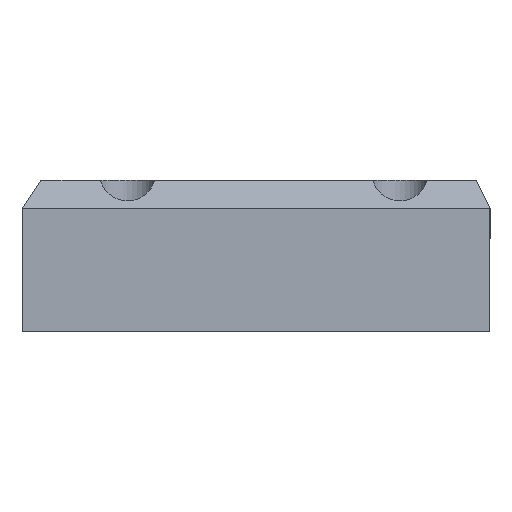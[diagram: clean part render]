
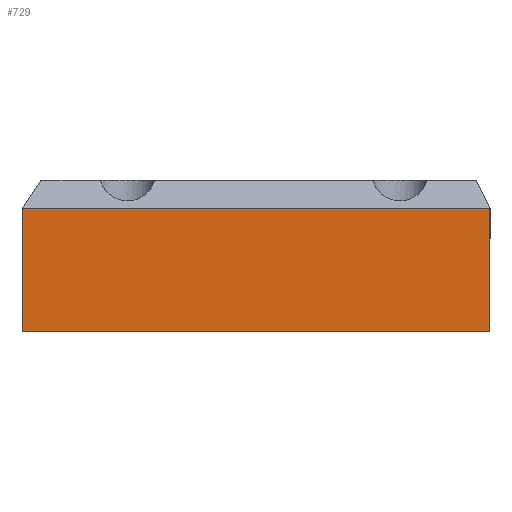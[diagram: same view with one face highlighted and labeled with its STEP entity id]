
A CAD part, front view. The second image highlights one B-rep face of the part: STEP entity #729.
In plain terms, the highlighted planar face has unit normal (0, -1, 0).
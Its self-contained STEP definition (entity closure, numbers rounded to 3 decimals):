
#53 = CARTESIAN_POINT ( 'NONE',  ( -25.205, -13.937, 108.088 ) ) ;
#74 = DIRECTION ( 'NONE',  ( 1., 0., 0. ) ) ;
#92 = CARTESIAN_POINT ( 'NONE',  ( 42.588, -13.937, 0. ) ) ;
#95 = CARTESIAN_POINT ( 'NONE',  ( -23.938, -13.937, 0. ) ) ;
#102 = CARTESIAN_POINT ( 'NONE',  ( 42.588, -13.937, 0. ) ) ;
#127 = VECTOR ( 'NONE', #1134, 1000. ) ;
#150 = EDGE_CURVE ( 'NONE', #720, #964, #237, .T. ) ;
#182 = VERTEX_POINT ( 'NONE', #551 ) ;
#228 = FACE_OUTER_BOUND ( 'NONE', #1061, .T. ) ;
#232 = PLANE ( 'NONE',  #543 ) ;
#234 = LINE ( 'NONE', #426, #571 ) ;
#237 = LINE ( 'NONE', #864, #127 ) ;
#273 = ORIENTED_EDGE ( 'NONE', *, *, #1073, .T. ) ;
#302 = ORIENTED_EDGE ( 'NONE', *, *, #150, .T. ) ;
#321 = EDGE_CURVE ( 'NONE', #182, #720, #234, .T. ) ;
#357 = CARTESIAN_POINT ( 'NONE',  ( -25.205, -13.937, 0. ) ) ;
#358 = LINE ( 'NONE', #92, #482 ) ;
#406 = ORIENTED_EDGE ( 'NONE', *, *, #321, .T. ) ;
#423 = CARTESIAN_POINT ( 'NONE',  ( -23.938, -13.937, 17.5 ) ) ;
#426 = CARTESIAN_POINT ( 'NONE',  ( -25.205, -13.937, 17.5 ) ) ;
#462 = DIRECTION ( 'NONE',  ( 0., 0., 1. ) ) ;
#464 = VERTEX_POINT ( 'NONE', #102 ) ;
#482 = VECTOR ( 'NONE', #462, 1000. ) ;
#543 = AXIS2_PLACEMENT_3D ( 'NONE', #53, #668, #871 ) ;
#545 = EDGE_CURVE ( 'NONE', #964, #464, #800, .T. ) ;
#551 = CARTESIAN_POINT ( 'NONE',  ( 42.588, -13.937, 17.5 ) ) ;
#571 = VECTOR ( 'NONE', #589, 1000. ) ;
#582 = ORIENTED_EDGE ( 'NONE', *, *, #545, .T. ) ;
#589 = DIRECTION ( 'NONE',  ( -1., 0., 0. ) ) ;
#668 = DIRECTION ( 'NONE',  ( 0., 1., 0. ) ) ;
#720 = VERTEX_POINT ( 'NONE', #423 ) ;
#729 = ADVANCED_FACE ( 'NONE', ( #228 ), #232, .F. ) ;
#800 = LINE ( 'NONE', #357, #923 ) ;
#864 = CARTESIAN_POINT ( 'NONE',  ( -23.938, -13.937, 0. ) ) ;
#871 = DIRECTION ( 'NONE',  ( 0., 0., 1. ) ) ;
#923 = VECTOR ( 'NONE', #74, 1000. ) ;
#964 = VERTEX_POINT ( 'NONE', #95 ) ;
#1061 = EDGE_LOOP ( 'NONE', ( #406, #302, #582, #273 ) ) ;
#1073 = EDGE_CURVE ( 'NONE', #464, #182, #358, .T. ) ;
#1134 = DIRECTION ( 'NONE',  ( 0., 0., -1. ) ) ;
